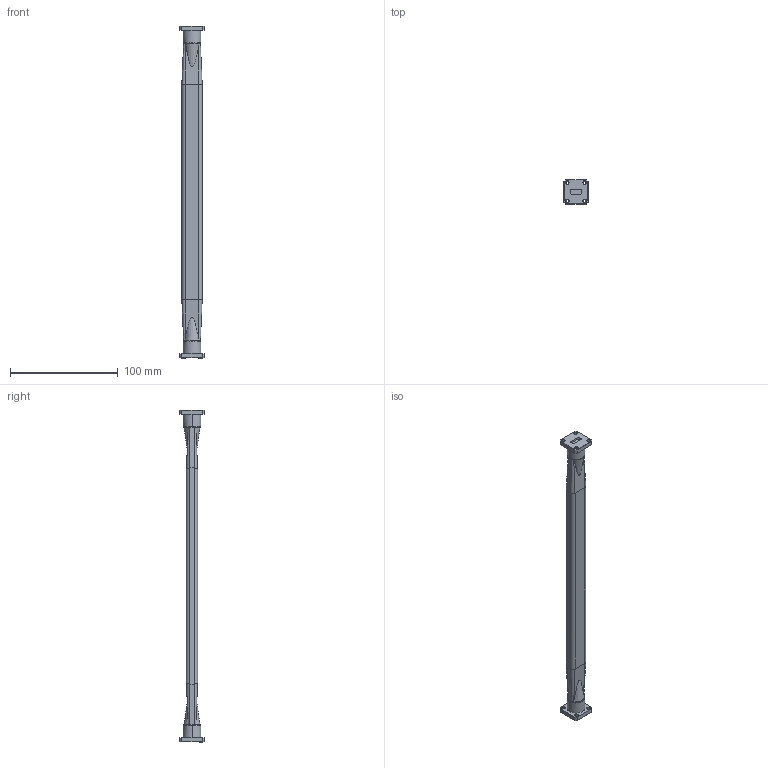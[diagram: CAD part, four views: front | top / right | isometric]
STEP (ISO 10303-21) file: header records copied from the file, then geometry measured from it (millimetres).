
FILE_DESCRIPTION (( 'STEP AP203' ), '1' );
FILE_NAME ('SWG-42118-FB-FT-G.STEP', '2018-05-31T01:01:47', ( '' ), ( '' ), 'SwSTEP 2.0', 'SolidWorks 2016', '' );
FILE_SCHEMA (( 'CONFIG_CONTROL_DESIGN' ));
Length unit declared in the file: inch
Products named in the file (2): SWG-42118-FB-FT-G
Bounding box: 22.4 x 22.4 x 308.2 mm (x, y, z)
Volume: 58523.4 mm3; surface area: 18251 mm2
Topology: 1 solids, 1 shells, 168 faces, 400 edges, 238 vertices
Faces by surface type: plane 66, cone 44, cylinder 32, bspline 26
Entity records: 5929 total; most frequent: CARTESIAN_POINT 1984, ORIENTED_EDGE 800, DIRECTION 780, EDGE_CURVE 400, AXIS2_PLACEMENT_3D 286, VERTEX_POINT 238, LINE 208, VECTOR 208
